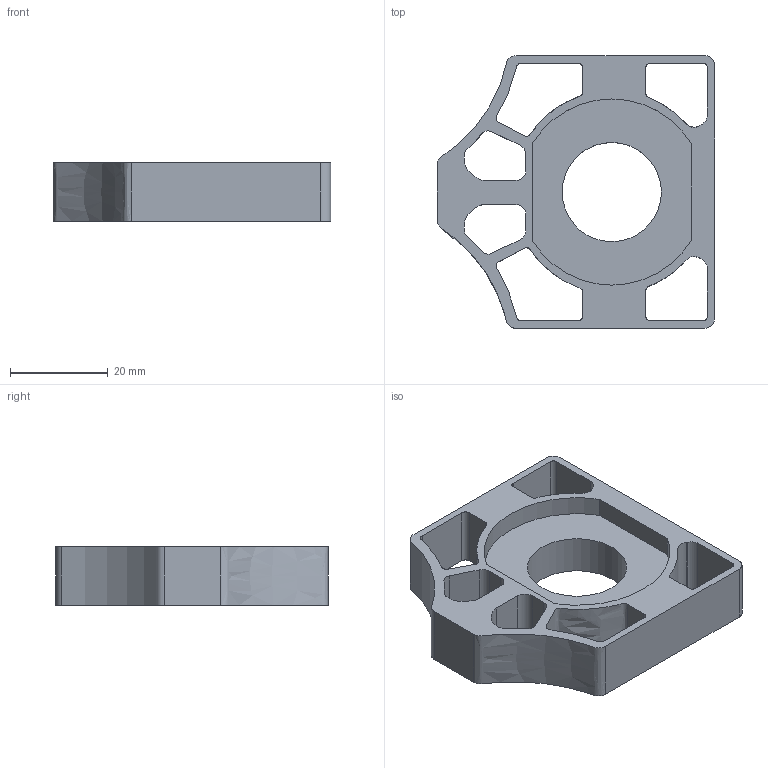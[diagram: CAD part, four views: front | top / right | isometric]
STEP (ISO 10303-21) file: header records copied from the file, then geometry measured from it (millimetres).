
FILE_DESCRIPTION(/* description */ (''),/* implementation_level */ '2;1');
FILE_NAME(/* name */ 'Tend-1.step',/* time_stamp */ '2021-11-03T10:53:58+01:00',/* author */ (''),/* organization */ (''),/* preprocessor_version */ 'ST-DEVELOPER v18.1',/* originating_system */ 'Autodesk Translation Framework v9.7.1.1290',/* authorisation */ '');
FILE_SCHEMA (('AUTOMOTIVE_DESIGN { 1 0 10303 214 3 1 1 }'));
Length unit declared in the file: millimetre
Products named in the file (1): Tendeur PC gauche
Bounding box: 56.62 x 55.63 x 12 mm (x, y, z)
Volume: 16978.4 mm3; surface area: 9999.8 mm2
Topology: 1 solids, 1 shells, 67 faces, 192 edges, 128 vertices
Faces by surface type: plane 33, bspline 31, cylinder 3
Full cylindrical faces by diameter (mm): 20.25 x1
Entity records: 2603 total; most frequent: CARTESIAN_POINT 995, ORIENTED_EDGE 384, DIRECTION 210, EDGE_CURVE 192, VERTEX_POINT 128, LINE 124, VECTOR 124, EDGE_LOOP 82
